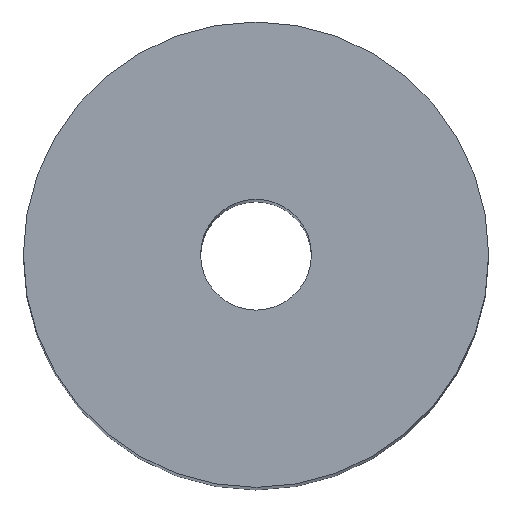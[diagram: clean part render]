
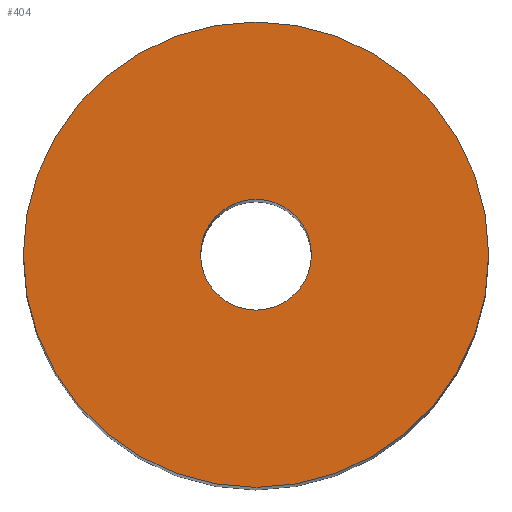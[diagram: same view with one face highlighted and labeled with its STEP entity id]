
A CAD part, top view. The second image highlights one B-rep face of the part: STEP entity #404.
In plain terms, the highlighted planar face has unit normal (0, 0, 1).
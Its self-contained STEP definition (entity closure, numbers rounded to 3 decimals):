
#17 = CIRCLE ( 'NONE', #435, 21. ) ;
#22 = CARTESIAN_POINT ( 'NONE',  ( -21., 0., 67.5 ) ) ;
#26 = CARTESIAN_POINT ( 'NONE',  ( 21., 0., 67.5 ) ) ;
#32 = CARTESIAN_POINT ( 'NONE',  ( 5., 0., 67.5 ) ) ;
#33 = AXIS2_PLACEMENT_3D ( 'NONE', #243, #545, #236 ) ;
#58 = CARTESIAN_POINT ( 'NONE',  ( 0., 0., 67.5 ) ) ;
#68 = CARTESIAN_POINT ( 'NONE',  ( 0., 0., 67.5 ) ) ;
#100 = DIRECTION ( 'NONE',  ( 1., 0., 0. ) ) ;
#105 = AXIS2_PLACEMENT_3D ( 'NONE', #58, #322, #368 ) ;
#128 = CIRCLE ( 'NONE', #482, 5. ) ;
#197 = DIRECTION ( 'NONE',  ( 1., 0., 0. ) ) ;
#201 = DIRECTION ( 'NONE',  ( 0., 0., 1. ) ) ;
#234 = DIRECTION ( 'NONE',  ( 0., 0., 1. ) ) ;
#236 = DIRECTION ( 'NONE',  ( 1., 0., 0. ) ) ;
#242 = DIRECTION ( 'NONE',  ( 1., 0., 0. ) ) ;
#243 = CARTESIAN_POINT ( 'NONE',  ( 0., 0., 67.5 ) ) ;
#257 = ORIENTED_EDGE ( 'NONE', *, *, #331, .F. ) ;
#275 = EDGE_CURVE ( 'NONE', #437, #403, #17, .T. ) ;
#281 = PLANE ( 'NONE',  #105 ) ;
#283 = FACE_BOUND ( 'NONE', #372, .T. ) ;
#305 = ORIENTED_EDGE ( 'NONE', *, *, #443, .F. ) ;
#322 = DIRECTION ( 'NONE',  ( 0., 0., 1. ) ) ;
#323 = CARTESIAN_POINT ( 'NONE',  ( 0., 0., 67.5 ) ) ;
#331 = EDGE_CURVE ( 'NONE', #495, #504, #128, .T. ) ;
#336 = CARTESIAN_POINT ( 'NONE',  ( -5., 0., 67.5 ) ) ;
#340 = ORIENTED_EDGE ( 'NONE', *, *, #275, .T. ) ;
#368 = DIRECTION ( 'NONE',  ( 1., 0., 0. ) ) ;
#371 = CIRCLE ( 'NONE', #382, 5. ) ;
#372 = EDGE_LOOP ( 'NONE', ( #257, #305 ) ) ;
#375 = EDGE_LOOP ( 'NONE', ( #340, #563 ) ) ;
#381 = EDGE_CURVE ( 'NONE', #403, #437, #468, .T. ) ;
#382 = AXIS2_PLACEMENT_3D ( 'NONE', #68, #201, #197 ) ;
#403 = VERTEX_POINT ( 'NONE', #22 ) ;
#404 = ADVANCED_FACE ( 'NONE', ( #283, #476 ), #281, .T. ) ;
#414 = DIRECTION ( 'NONE',  ( 0., 0., 1. ) ) ;
#435 = AXIS2_PLACEMENT_3D ( 'NONE', #323, #234, #100 ) ;
#437 = VERTEX_POINT ( 'NONE', #26 ) ;
#443 = EDGE_CURVE ( 'NONE', #504, #495, #371, .T. ) ;
#468 = CIRCLE ( 'NONE', #33, 21. ) ;
#476 = FACE_OUTER_BOUND ( 'NONE', #375, .T. ) ;
#482 = AXIS2_PLACEMENT_3D ( 'NONE', #544, #414, #242 ) ;
#495 = VERTEX_POINT ( 'NONE', #32 ) ;
#504 = VERTEX_POINT ( 'NONE', #336 ) ;
#544 = CARTESIAN_POINT ( 'NONE',  ( 0., 0., 67.5 ) ) ;
#545 = DIRECTION ( 'NONE',  ( 0., 0., 1. ) ) ;
#563 = ORIENTED_EDGE ( 'NONE', *, *, #381, .T. ) ;
